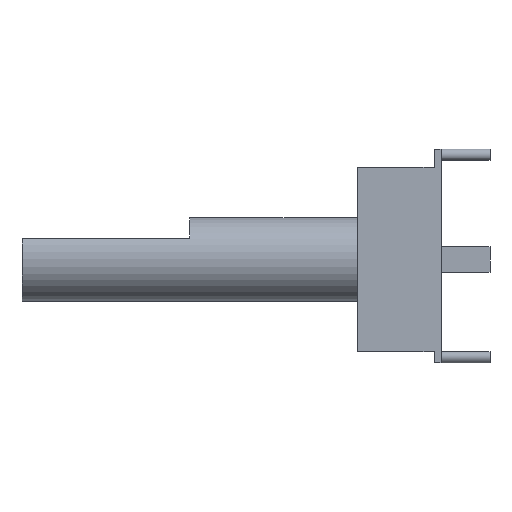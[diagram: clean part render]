
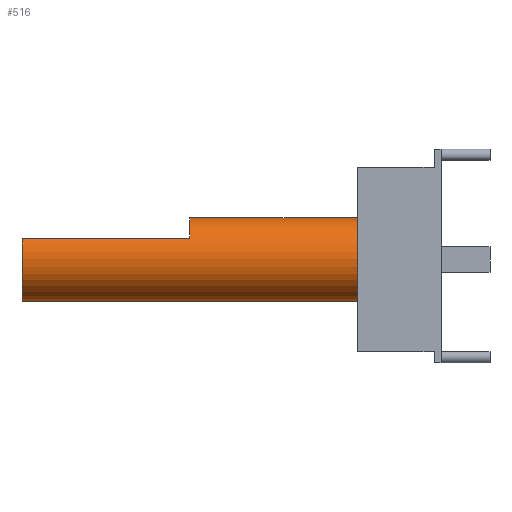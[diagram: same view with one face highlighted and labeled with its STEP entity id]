
A CAD part, left-side view. The second image highlights one B-rep face of the part: STEP entity #516.
In plain terms, the highlighted cylindrical face has radius 3 mm (diameter 6 mm), a partial arc.
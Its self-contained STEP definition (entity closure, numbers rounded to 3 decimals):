
#48 = DIRECTION ( 'NONE',  ( 0., 1., 0. ) ) ;
#148 = VERTEX_POINT ( 'NONE', #169 ) ;
#159 = DIRECTION ( 'NONE',  ( 0., -1., 0. ) ) ;
#169 = CARTESIAN_POINT ( 'NONE',  ( 0., 6., -3. ) ) ;
#171 = VECTOR ( 'NONE', #820, 1000. ) ;
#231 = DIRECTION ( 'NONE',  ( 0., 0., -1. ) ) ;
#248 = DIRECTION ( 'NONE',  ( 0., 0., 1. ) ) ;
#251 = ORIENTED_EDGE ( 'NONE', *, *, #734, .T. ) ;
#263 = CARTESIAN_POINT ( 'NONE',  ( -2.598, 18., 1.5 ) ) ;
#298 = EDGE_CURVE ( 'NONE', #861, #148, #895, .T. ) ;
#302 = EDGE_LOOP ( 'NONE', ( #680, #936, #251, #1079, #821, #1076 ) ) ;
#324 = AXIS2_PLACEMENT_3D ( 'NONE', #506, #691, #231 ) ;
#345 = LINE ( 'NONE', #910, #171 ) ;
#353 = CARTESIAN_POINT ( 'NONE',  ( 0., 30., 0. ) ) ;
#360 = DIRECTION ( 'NONE',  ( 0., 1., 0. ) ) ;
#410 = FACE_OUTER_BOUND ( 'NONE', #302, .T. ) ;
#420 = CYLINDRICAL_SURFACE ( 'NONE', #324, 3. ) ;
#425 = CIRCLE ( 'NONE', #1161, 3. ) ;
#457 = AXIS2_PLACEMENT_3D ( 'NONE', #686, #48, #493 ) ;
#493 = DIRECTION ( 'NONE',  ( 0., 0., 1. ) ) ;
#503 = CARTESIAN_POINT ( 'NONE',  ( -2.598, 30., 1.5 ) ) ;
#506 = CARTESIAN_POINT ( 'NONE',  ( 0., 30., 0. ) ) ;
#516 = ADVANCED_FACE ( 'NONE', ( #410 ), #420, .T. ) ;
#542 = CARTESIAN_POINT ( 'NONE',  ( 0., 6., 3. ) ) ;
#558 = CARTESIAN_POINT ( 'NONE',  ( 0., 30., 3. ) ) ;
#607 = VECTOR ( 'NONE', #654, 1000. ) ;
#654 = DIRECTION ( 'NONE',  ( 0., -1., 0. ) ) ;
#680 = ORIENTED_EDGE ( 'NONE', *, *, #928, .F. ) ;
#686 = CARTESIAN_POINT ( 'NONE',  ( 0., 18., 0. ) ) ;
#691 = DIRECTION ( 'NONE',  ( 0., -1., 0. ) ) ;
#718 = EDGE_CURVE ( 'NONE', #861, #829, #1003, .T. ) ;
#734 = EDGE_CURVE ( 'NONE', #1158, #829, #345, .T. ) ;
#820 = DIRECTION ( 'NONE',  ( 0., 1., 0. ) ) ;
#821 = ORIENTED_EDGE ( 'NONE', *, *, #298, .T. ) ;
#829 = VERTEX_POINT ( 'NONE', #503 ) ;
#854 = VERTEX_POINT ( 'NONE', #1046 ) ;
#861 = VERTEX_POINT ( 'NONE', #1137 ) ;
#880 = LINE ( 'NONE', #558, #607 ) ;
#895 = LINE ( 'NONE', #993, #1062 ) ;
#910 = CARTESIAN_POINT ( 'NONE',  ( -2.598, 18., 1.5 ) ) ;
#928 = EDGE_CURVE ( 'NONE', #854, #1181, #880, .T. ) ;
#936 = ORIENTED_EDGE ( 'NONE', *, *, #1134, .F. ) ;
#975 = CIRCLE ( 'NONE', #457, 3. ) ;
#993 = CARTESIAN_POINT ( 'NONE',  ( 0., 30., -3. ) ) ;
#1003 = CIRCLE ( 'NONE', #1173, 3. ) ;
#1046 = CARTESIAN_POINT ( 'NONE',  ( 0., 18., 3. ) ) ;
#1062 = VECTOR ( 'NONE', #159, 1000. ) ;
#1067 = DIRECTION ( 'NONE',  ( 0., 1., 0. ) ) ;
#1074 = CARTESIAN_POINT ( 'NONE',  ( 0., 6., 0. ) ) ;
#1076 = ORIENTED_EDGE ( 'NONE', *, *, #1174, .T. ) ;
#1079 = ORIENTED_EDGE ( 'NONE', *, *, #718, .F. ) ;
#1090 = DIRECTION ( 'NONE',  ( 0., 0., 1. ) ) ;
#1134 = EDGE_CURVE ( 'NONE', #1158, #854, #975, .T. ) ;
#1137 = CARTESIAN_POINT ( 'NONE',  ( 0., 30., -3. ) ) ;
#1158 = VERTEX_POINT ( 'NONE', #263 ) ;
#1161 = AXIS2_PLACEMENT_3D ( 'NONE', #1074, #1067, #248 ) ;
#1173 = AXIS2_PLACEMENT_3D ( 'NONE', #353, #360, #1090 ) ;
#1174 = EDGE_CURVE ( 'NONE', #148, #1181, #425, .T. ) ;
#1181 = VERTEX_POINT ( 'NONE', #542 ) ;
